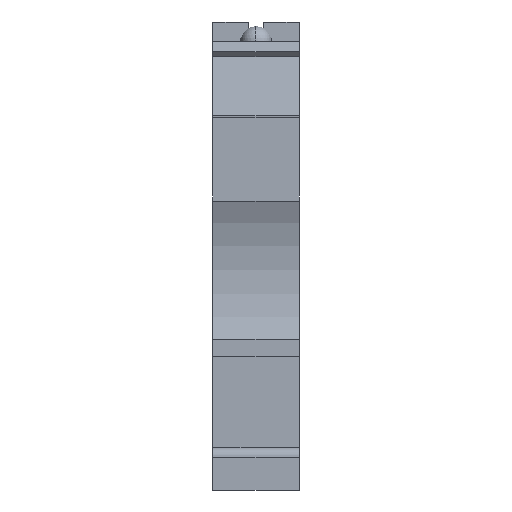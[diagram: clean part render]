
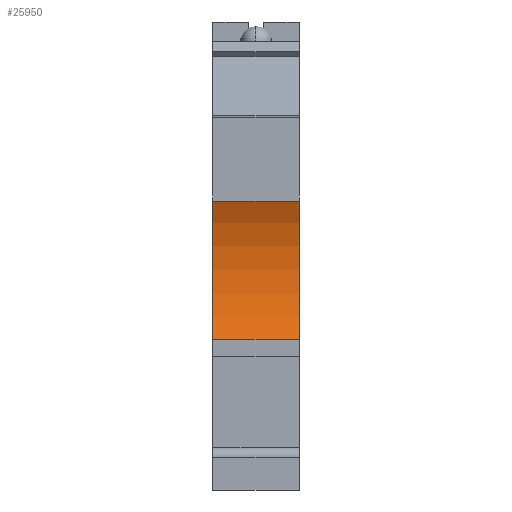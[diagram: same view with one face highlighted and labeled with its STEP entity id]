
A CAD part, front view. The second image highlights one B-rep face of the part: STEP entity #25950.
In plain terms, the highlighted cylindrical face has radius 15 mm (diameter 30 mm), a partial arc.
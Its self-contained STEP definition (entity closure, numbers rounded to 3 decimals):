
#4220=CARTESIAN_POINT('',(-32.768,-30.2,53.67));
#4230=VERTEX_POINT('',#4220);
#4400=CARTESIAN_POINT('',(-32.768,-30.2,45.52));
#4410=VERTEX_POINT('',#4400);
#4440=CARTESIAN_POINT('',(-32.768,-30.2,44.705)
);
#4450=DIRECTION('',(0.,0.,1.));
#4460=VECTOR('',#4450,1.);
#4470=LINE('',#4440,#4460);
#4480=EDGE_CURVE('',#4410,#4230,#4470,.T.);
#17810=CARTESIAN_POINT('',(-46.286,-23.7,53.67));
#17820=DIRECTION('',(0.,0.,1.));
#17830=DIRECTION('',(1.,0.,0.));
#17840=AXIS2_PLACEMENT_3D('',#17810,#17820,#17830);
#17850=CIRCLE('',#17840,15.);
#17860=CARTESIAN_POINT('',(-32.768,-17.2,53.67));
#17870=VERTEX_POINT('',#17860);
#17880=EDGE_CURVE('',#4230,#17870,#17850,.T.);
#25710=CARTESIAN_POINT('',(-46.286,-23.7,
44.705));
#25720=DIRECTION('',(0.,0.,1.));
#25730=DIRECTION('',(1.,0.,0.));
#25740=AXIS2_PLACEMENT_3D('',#25710,#25720,#25730);
#25750=CYLINDRICAL_SURFACE('',#25740,15.);
#25760=ORIENTED_EDGE('',*,*,#4480,.T.);
#25770=CARTESIAN_POINT('',(-46.286,-23.7,45.52));
#25780=DIRECTION('',(0.,0.,1.));
#25790=DIRECTION('',(1.,0.,0.));
#25800=AXIS2_PLACEMENT_3D('',#25770,#25780,#25790);
#25810=CIRCLE('',#25800,15.);
#25820=CARTESIAN_POINT('',(-32.768,-17.2,45.52));
#25830=VERTEX_POINT('',#25820);
#25840=EDGE_CURVE('',#4410,#25830,#25810,.T.);
#25850=ORIENTED_EDGE('',*,*,#25840,.F.);
#25860=CARTESIAN_POINT('',(-32.768,-17.2,44.705
));
#25870=DIRECTION('',(0.,0.,1.));
#25880=VECTOR('',#25870,1.);
#25890=LINE('',#25860,#25880);
#25900=EDGE_CURVE('',#25830,#17870,#25890,.T.);
#25910=ORIENTED_EDGE('',*,*,#25900,.F.);
#25920=ORIENTED_EDGE('',*,*,#17880,.T.);
#25930=EDGE_LOOP('',(#25920,#25910,#25850,#25760));
#25940=FACE_OUTER_BOUND('',#25930,.T.);
#25950=ADVANCED_FACE('',(#25940),#25750,.F.);
